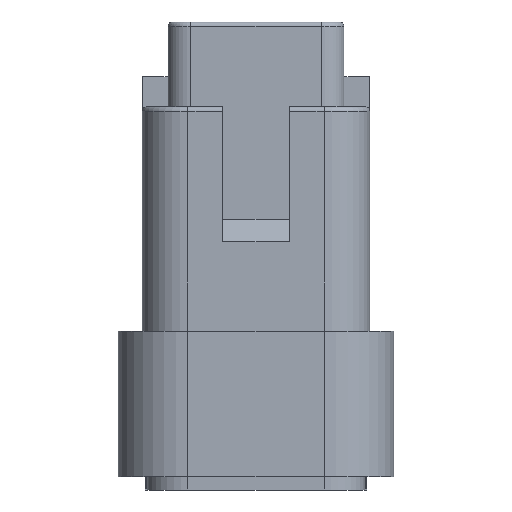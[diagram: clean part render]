
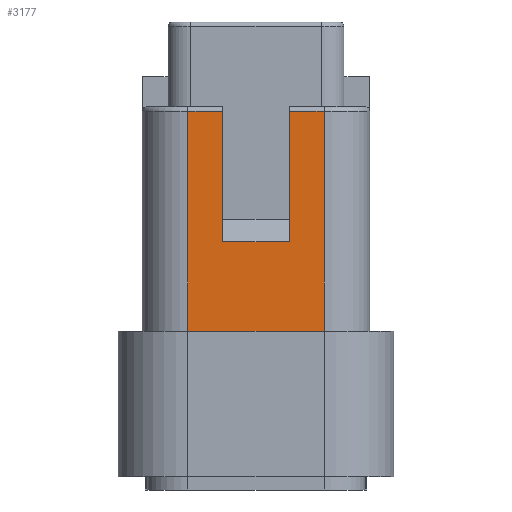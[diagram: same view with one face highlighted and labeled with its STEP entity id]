
A CAD part, front view. The second image highlights one B-rep face of the part: STEP entity #3177.
In plain terms, the highlighted planar face has unit normal (0, -1, 0).
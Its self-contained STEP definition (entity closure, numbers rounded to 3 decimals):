
#603 = VERTEX_POINT ( 'NONE', #3801 ) ;
#634 = LINE ( 'NONE', #2539, #11154 ) ;
#732 = VECTOR ( 'NONE', #4589, 1000. ) ;
#1069 = LINE ( 'NONE', #4602, #5515 ) ;
#1285 = VERTEX_POINT ( 'NONE', #2898 ) ;
#1415 = CARTESIAN_POINT ( 'NONE',  ( 5.15, -0.75, -10.2 ) ) ;
#1450 = VECTOR ( 'NONE', #6728, 1000. ) ;
#1575 = CARTESIAN_POINT ( 'NONE',  ( 5.15, -0.75, -10.2 ) ) ;
#1790 = VERTEX_POINT ( 'NONE', #1415 ) ;
#1832 = DIRECTION ( 'NONE',  ( 0., 0., 1. ) ) ;
#1888 = CARTESIAN_POINT ( 'NONE',  ( 0.65, -0.75, -10.2 ) ) ;
#1913 = ORIENTED_EDGE ( 'NONE', *, *, #2166, .T. ) ;
#1978 = LINE ( 'NONE', #10732, #2097 ) ;
#2035 = CARTESIAN_POINT ( 'NONE',  ( 5.15, -0.75, -10.2 ) ) ;
#2042 = VERTEX_POINT ( 'NONE', #2857 ) ;
#2068 = CARTESIAN_POINT ( 'NONE',  ( 4., -0.75, -7.25 ) ) ;
#2097 = VECTOR ( 'NONE', #2851, 1000. ) ;
#2166 = EDGE_CURVE ( 'NONE', #2042, #4526, #2318, .T. ) ;
#2318 = LINE ( 'NONE', #4873, #1450 ) ;
#2539 = CARTESIAN_POINT ( 'NONE',  ( 4., -0.75, -6.4 ) ) ;
#2715 = CARTESIAN_POINT ( 'NONE',  ( 0.65, -0.75, -10.2 ) ) ;
#2851 = DIRECTION ( 'NONE',  ( -1., 0., 0. ) ) ;
#2857 = CARTESIAN_POINT ( 'NONE',  ( 1.8, -0.75, -7.25 ) ) ;
#2898 = CARTESIAN_POINT ( 'NONE',  ( 4., -0.75, -2.95 ) ) ;
#3177 = ADVANCED_FACE ( 'NONE', ( #9949 ), #4728, .F. ) ;
#3197 = VERTEX_POINT ( 'NONE', #5113 ) ;
#3729 = DIRECTION ( 'NONE',  ( -1., 0., 0. ) ) ;
#3801 = CARTESIAN_POINT ( 'NONE',  ( 0.65, -0.75, -2.95 ) ) ;
#4012 = ORIENTED_EDGE ( 'NONE', *, *, #9541, .F. ) ;
#4167 = DIRECTION ( 'NONE',  ( 0., 0., 1. ) ) ;
#4288 = AXIS2_PLACEMENT_3D ( 'NONE', #1575, #4780, #9355 ) ;
#4526 = VERTEX_POINT ( 'NONE', #8623 ) ;
#4539 = ORIENTED_EDGE ( 'NONE', *, *, #7999, .T. ) ;
#4589 = DIRECTION ( 'NONE',  ( 0., 0., 1. ) ) ;
#4602 = CARTESIAN_POINT ( 'NONE',  ( 0.65, -0.75, -2.95 ) ) ;
#4650 = ORIENTED_EDGE ( 'NONE', *, *, #8323, .T. ) ;
#4728 = PLANE ( 'NONE',  #4288 ) ;
#4780 = DIRECTION ( 'NONE',  ( 0., 1., 0. ) ) ;
#4812 = ORIENTED_EDGE ( 'NONE', *, *, #9791, .F. ) ;
#4817 = LINE ( 'NONE', #2035, #732 ) ;
#4873 = CARTESIAN_POINT ( 'NONE',  ( 1.8, -0.75, -6.4 ) ) ;
#4918 = DIRECTION ( 'NONE',  ( -1., 0., 0. ) ) ;
#5113 = CARTESIAN_POINT ( 'NONE',  ( 5.15, -0.75, -2.95 ) ) ;
#5280 = ORIENTED_EDGE ( 'NONE', *, *, #7083, .T. ) ;
#5515 = VECTOR ( 'NONE', #3729, 1000. ) ;
#5654 = EDGE_CURVE ( 'NONE', #5948, #1285, #634, .T. ) ;
#5948 = VERTEX_POINT ( 'NONE', #2068 ) ;
#6404 = LINE ( 'NONE', #2715, #6743 ) ;
#6624 = ORIENTED_EDGE ( 'NONE', *, *, #7893, .T. ) ;
#6728 = DIRECTION ( 'NONE',  ( 0., 0., 1. ) ) ;
#6743 = VECTOR ( 'NONE', #1832, 1000. ) ;
#7083 = EDGE_CURVE ( 'NONE', #5948, #2042, #8413, .T. ) ;
#7256 = LINE ( 'NONE', #10747, #9370 ) ;
#7320 = DIRECTION ( 'NONE',  ( -1., 0., 0. ) ) ;
#7873 = EDGE_LOOP ( 'NONE', ( #4650, #6624, #10179, #5280, #1913, #4539, #4812, #4012 ) ) ;
#7893 = EDGE_CURVE ( 'NONE', #3197, #1285, #7256, .T. ) ;
#7999 = EDGE_CURVE ( 'NONE', #4526, #603, #1069, .T. ) ;
#8323 = EDGE_CURVE ( 'NONE', #1790, #3197, #4817, .T. ) ;
#8413 = LINE ( 'NONE', #10894, #9925 ) ;
#8623 = CARTESIAN_POINT ( 'NONE',  ( 1.8, -0.75, -2.95 ) ) ;
#9355 = DIRECTION ( 'NONE',  ( 0., 0., 1. ) ) ;
#9370 = VECTOR ( 'NONE', #7320, 1000. ) ;
#9541 = EDGE_CURVE ( 'NONE', #1790, #9808, #1978, .T. ) ;
#9791 = EDGE_CURVE ( 'NONE', #9808, #603, #6404, .T. ) ;
#9808 = VERTEX_POINT ( 'NONE', #1888 ) ;
#9925 = VECTOR ( 'NONE', #4918, 1000. ) ;
#9949 = FACE_OUTER_BOUND ( 'NONE', #7873, .T. ) ;
#10179 = ORIENTED_EDGE ( 'NONE', *, *, #5654, .F. ) ;
#10732 = CARTESIAN_POINT ( 'NONE',  ( 5.15, -0.75, -10.2 ) ) ;
#10747 = CARTESIAN_POINT ( 'NONE',  ( 4., -0.75, -2.95 ) ) ;
#10894 = CARTESIAN_POINT ( 'NONE',  ( 1.8, -0.75, -7.25 ) ) ;
#11154 = VECTOR ( 'NONE', #4167, 1000. ) ;
